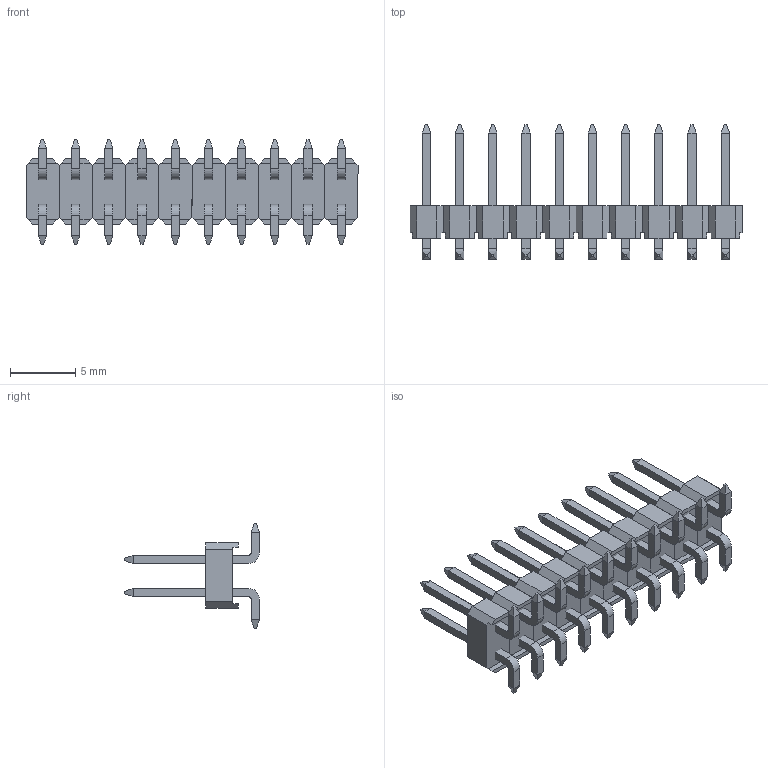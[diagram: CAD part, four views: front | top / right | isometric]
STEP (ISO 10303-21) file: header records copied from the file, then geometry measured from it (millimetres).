
FILE_DESCRIPTION (( 'STEP AP203' ), '1' );
FILE_NAME ('User Library-20-pin SMT header.STEP', '2014-12-16T17:04:44', ( 'Windows User' ), ( '' ), 'SwSTEP 2.0', 'SolidWorks 2015', '' );
FILE_SCHEMA (( 'CONFIG_CONTROL_DESIGN' ));
Length unit declared in the file: millimetre
Products named in the file (3): User Library-20-pin SMT header_Single plastic support; User Library-20-pin SMT header_Single pin; User Library-20-pin SMT header
Assembly tree (30 placements, depth 2):
  User Library-20-pin SMT header
    User Library-20-pin SMT header_Single pin  x20
    User Library-20-pin SMT header_Single plastic support  x10
Bounding box: 25.4 x 10.31 x 8 mm (x, y, z)
Volume: 352.9 mm3; surface area: 1186.9 mm2
Topology: 30 solids, 30 shells, 500 faces, 1160 edges, 720 vertices
Faces by surface type: plane 460, cylinder 40
Entity records: 2101 total; most frequent: DIRECTION 210, CARTESIAN_POINT 189, ORIENTED_EDGE 152, EDGE_CURVE 76, COORDINATED_UNIVERSAL_TIME_OFFSET 75, LOCAL_TIME 75, CALENDAR_DATE 75, DATE_AND_TIME 75
